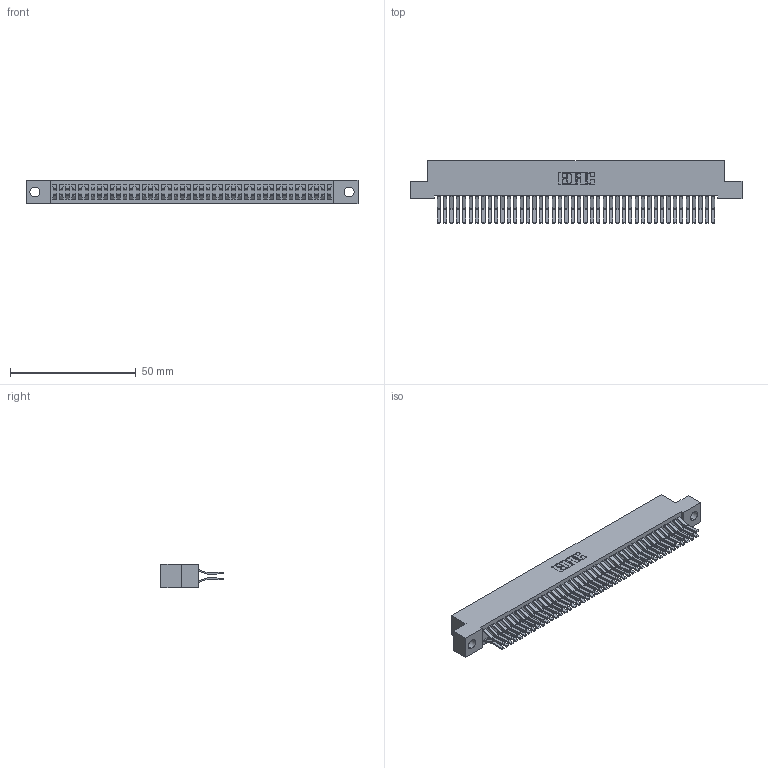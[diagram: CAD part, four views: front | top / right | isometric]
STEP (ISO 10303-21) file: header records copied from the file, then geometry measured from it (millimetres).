
FILE_DESCRIPTION (( 'STEP AP203' ), '1' );
FILE_NAME ('342-088-560-204.STEP', '2018-08-14T00:47:20', ( '' ), ( '' ), 'SwSTEP 2.0', 'SolidWorks 2016', '' );
FILE_SCHEMA (( 'CONFIG_CONTROL_DESIGN' ));
Length unit declared in the file: inch
Products named in the file (3): 342 Part_.156 TH; 345-292-001_560 Tail; 342-088-560-204
Assembly tree (89 placements, depth 2):
  342-088-560-204
    342 Part_.156 TH
    345-292-001_560 Tail  x88
Bounding box: 132.08 x 24.78 x 9.4 mm (x, y, z)
Volume: 12367.6 mm3; surface area: 21390.1 mm2
Topology: 89 solids, 89 shells, 4862 faces, 14467 edges, 9526 vertices
Faces by surface type: plane 3234, cylinder 1628
Entity records: 28007 total; most frequent: CARTESIAN_POINT 4638, ORIENTED_EDGE 4574, DIRECTION 3963, EDGE_CURVE 2287, VECTOR 2155, LINE 2155, VERTEX_POINT 1522, AXIS2_PLACEMENT_3D 904
